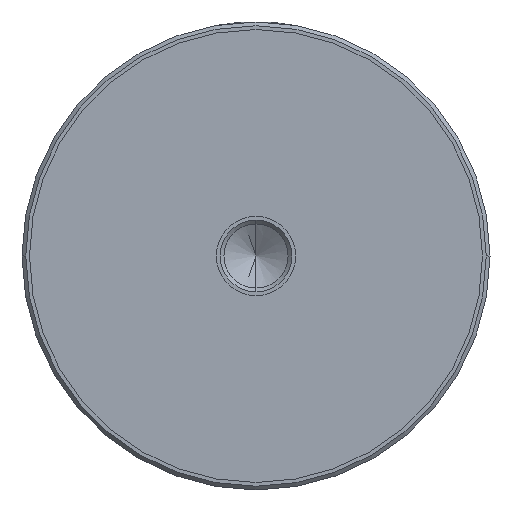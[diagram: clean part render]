
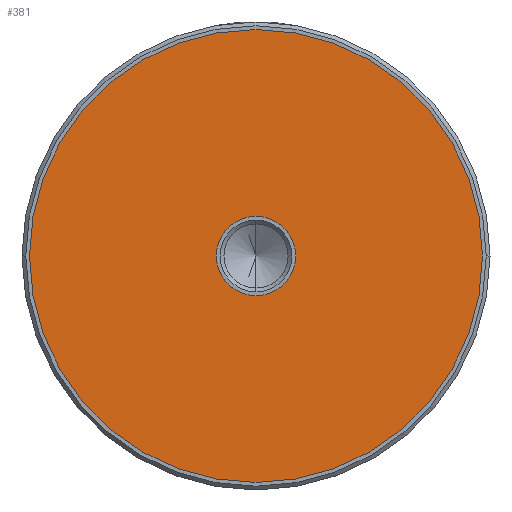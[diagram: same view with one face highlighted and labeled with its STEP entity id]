
A CAD part, front view. The second image highlights one B-rep face of the part: STEP entity #381.
In plain terms, the highlighted planar face has unit normal (0, -1, 0).
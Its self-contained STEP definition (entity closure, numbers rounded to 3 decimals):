
#232 = EDGE_CURVE ( 'NONE', #12666, #9780, #6755, .T. ) ;
#381 = ADVANCED_FACE ( 'NONE', ( #12798, #15426 ), #9246, .F. ) ;
#563 = EDGE_CURVE ( 'NONE', #7965, #15554, #2625, .T. ) ;
#1603 = DIRECTION ( 'NONE',  ( 0., 0., 1. ) ) ;
#1727 = DIRECTION ( 'NONE',  ( 0., 0., 1. ) ) ;
#2175 = DIRECTION ( 'NONE',  ( 0., 1., 0. ) ) ;
#2522 = CARTESIAN_POINT ( 'NONE',  ( 0., 0., 0. ) ) ;
#2625 = CIRCLE ( 'NONE', #11928, 30. ) ;
#3929 = CARTESIAN_POINT ( 'NONE',  ( 0., 0., 0. ) ) ;
#5027 = DIRECTION ( 'NONE',  ( 0., 0., 1. ) ) ;
#5583 = EDGE_LOOP ( 'NONE', ( #10659, #10383 ) ) ;
#6755 = CIRCLE ( 'NONE', #8990, 5.25 ) ;
#7226 = CARTESIAN_POINT ( 'NONE',  ( 0., 0., 30. ) ) ;
#7757 = CARTESIAN_POINT ( 'NONE',  ( 0., 0., 0. ) ) ;
#7850 = CIRCLE ( 'NONE', #13345, 5.25 ) ;
#7890 = EDGE_CURVE ( 'NONE', #15554, #7965, #12474, .T. ) ;
#7965 = VERTEX_POINT ( 'NONE', #13867 ) ;
#8060 = EDGE_LOOP ( 'NONE', ( #11490, #9834 ) ) ;
#8755 = DIRECTION ( 'NONE',  ( 0., 1., 0. ) ) ;
#8892 = DIRECTION ( 'NONE',  ( 0., 0., 1. ) ) ;
#8924 = DIRECTION ( 'NONE',  ( 0., 1., 0. ) ) ;
#8990 = AXIS2_PLACEMENT_3D ( 'NONE', #13427, #8755, #1603 ) ;
#9246 = PLANE ( 'NONE',  #15436 ) ;
#9527 = CARTESIAN_POINT ( 'NONE',  ( 0., 0., 5.25 ) ) ;
#9780 = VERTEX_POINT ( 'NONE', #9527 ) ;
#9834 = ORIENTED_EDGE ( 'NONE', *, *, #7890, .F. ) ;
#10383 = ORIENTED_EDGE ( 'NONE', *, *, #10652, .T. ) ;
#10652 = EDGE_CURVE ( 'NONE', #9780, #12666, #7850, .T. ) ;
#10659 = ORIENTED_EDGE ( 'NONE', *, *, #232, .T. ) ;
#10890 = CARTESIAN_POINT ( 'NONE',  ( 0., 0., -5.25 ) ) ;
#10945 = DIRECTION ( 'NONE',  ( 0., 1., 0. ) ) ;
#11490 = ORIENTED_EDGE ( 'NONE', *, *, #563, .F. ) ;
#11928 = AXIS2_PLACEMENT_3D ( 'NONE', #3929, #14830, #8892 ) ;
#12474 = CIRCLE ( 'NONE', #13828, 30. ) ;
#12666 = VERTEX_POINT ( 'NONE', #10890 ) ;
#12798 = FACE_OUTER_BOUND ( 'NONE', #8060, .T. ) ;
#12909 = CARTESIAN_POINT ( 'NONE',  ( 0., 0., 0. ) ) ;
#13345 = AXIS2_PLACEMENT_3D ( 'NONE', #2522, #10945, #5027 ) ;
#13427 = CARTESIAN_POINT ( 'NONE',  ( 0., 0., 0. ) ) ;
#13828 = AXIS2_PLACEMENT_3D ( 'NONE', #7757, #8924, #1727 ) ;
#13867 = CARTESIAN_POINT ( 'NONE',  ( 0., 0., -30. ) ) ;
#14830 = DIRECTION ( 'NONE',  ( 0., 1., 0. ) ) ;
#15426 = FACE_BOUND ( 'NONE', #5583, .T. ) ;
#15436 = AXIS2_PLACEMENT_3D ( 'NONE', #12909, #2175, #15519 ) ;
#15519 = DIRECTION ( 'NONE',  ( 0., 0., 1. ) ) ;
#15554 = VERTEX_POINT ( 'NONE', #7226 ) ;
